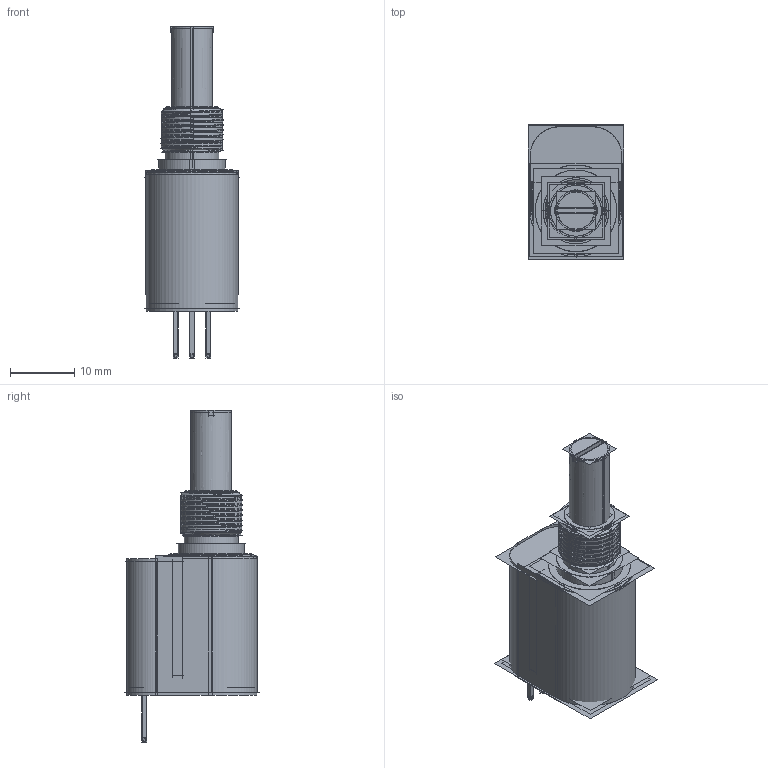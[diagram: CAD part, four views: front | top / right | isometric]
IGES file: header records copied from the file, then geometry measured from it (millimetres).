
Start section:  PTC IGES file: sd-5989-3pin_asm.igs
Global section: file name: sd-5989-3pin_asm.igs; native system: Pro/ENGINEER by Parametric Technology Corporation; preprocessor: 2010020; author: perryw1; organization: Unknown; date: 20120301.114556; units: inch
Bounding box: 14.86 x 21.03 x 51.63 mm (x, y, z)
Surface area: 243513 mm2
Topology: 1 solids, 2 shells, 1504 faces, 9392 edges, 13011 vertices
Faces by surface type: bspline 1392, revolution 112
